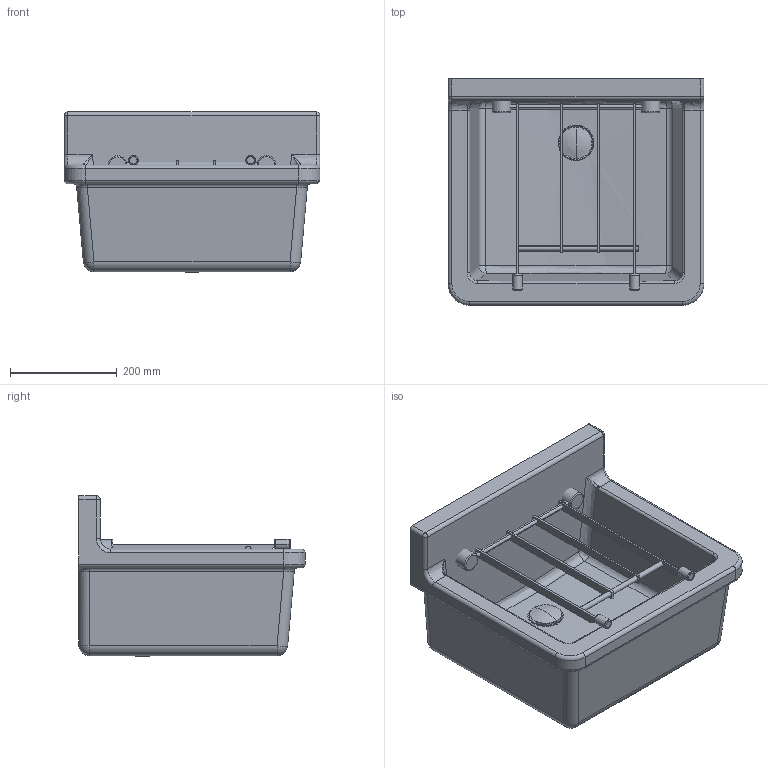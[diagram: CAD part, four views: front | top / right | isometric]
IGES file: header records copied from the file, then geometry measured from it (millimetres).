
Global section: file name: No Iges File Name specified; native system: AutoDesk Inventor R11.0; preprocessor: AutoDesk Inventor Iges Exporter R11.0; author: No Author specified; organization: No Organization specified; date: 20070725.162323; units: millimetre
Bounding box: 480 x 425 x 300.82 mm (x, y, z)
Volume: 14779046.9 mm3; surface area: 1108325.1 mm2
Topology: 13 solids, 13 shells, 234 faces, 534 edges, 316 vertices
Faces by surface type: plane 78, cylinder 60, torus 30, revolution 29, bspline 29, sphere 6, cone 2
